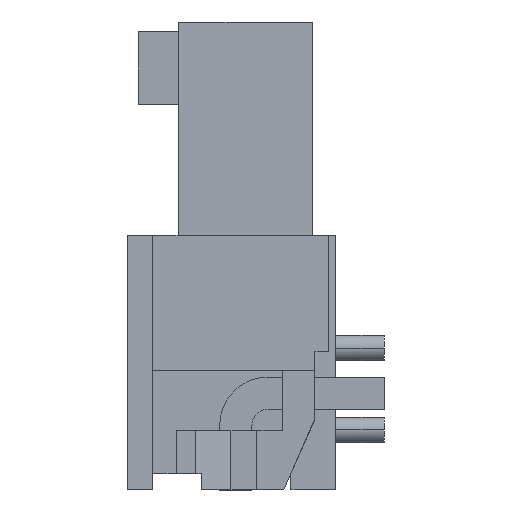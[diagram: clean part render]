
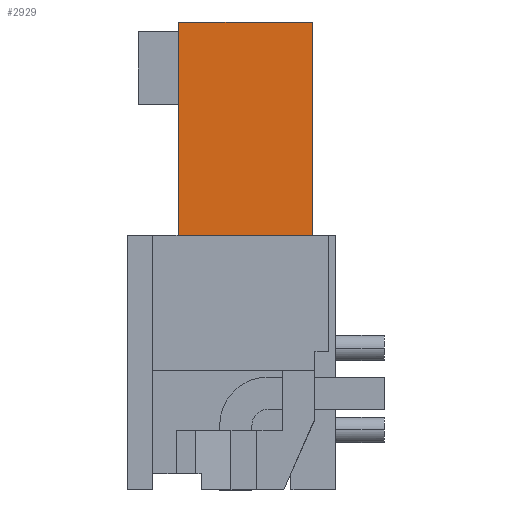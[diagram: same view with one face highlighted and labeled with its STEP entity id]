
A CAD part, left-side view. The second image highlights one B-rep face of the part: STEP entity #2929.
In plain terms, the highlighted planar face has unit normal (-1, 0, 0).
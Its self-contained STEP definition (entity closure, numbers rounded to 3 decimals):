
#1881=CARTESIAN_POINT('Vertex',(5.582,2.222,7.9)) ;
#1884=CARTESIAN_POINT('Line Origine',(5.582,4.296,7.9)) ;
#1888=CARTESIAN_POINT('Vertex',(5.582,6.37,7.9)) ;
#2891=CARTESIAN_POINT('Vertex',(5.582,2.222,14.5)) ;
#2894=CARTESIAN_POINT('Line Origine',(5.582,2.222,11.2)) ;
#2906=CARTESIAN_POINT('Axis2P3D Location',(5.582,2.222,7.9)) ;
#2911=CARTESIAN_POINT('Line Origine',(5.582,4.296,14.5)) ;
#2915=CARTESIAN_POINT('Vertex',(5.582,6.37,14.5)) ;
#2918=CARTESIAN_POINT('Line Origine',(5.582,6.37,11.2)) ;
#1885=DIRECTION('Vector Direction',(0.,1.,0.)) ;
#2895=DIRECTION('Vector Direction',(0.,0.,1.)) ;
#2907=DIRECTION('Axis2P3D Direction',(1.,0.,0.)) ;
#2908=DIRECTION('Axis2P3D XDirection',(0.,1.,0.)) ;
#2912=DIRECTION('Vector Direction',(0.,1.,0.)) ;
#2919=DIRECTION('Vector Direction',(0.,0.,1.)) ;
#2909=AXIS2_PLACEMENT_3D('Plane Axis2P3D',#2906,#2907,#2908) ;
#2924=ORIENTED_EDGE('',*,*,#2917,.T.) ;
#2925=ORIENTED_EDGE('',*,*,#2922,.F.) ;
#2926=ORIENTED_EDGE('',*,*,#1890,.T.) ;
#2927=ORIENTED_EDGE('',*,*,#2898,.T.) ;
#1886=VECTOR('Line Direction',#1885,1.) ;
#2896=VECTOR('Line Direction',#2895,1.) ;
#2913=VECTOR('Line Direction',#2912,1.) ;
#2920=VECTOR('Line Direction',#2919,1.) ;
#2929=ADVANCED_FACE('HOUSING',(#2928),#2910,.F.) ;
#1890=EDGE_CURVE('',#1889,#1882,#1887,.F.) ;
#2898=EDGE_CURVE('',#1882,#2892,#2897,.T.) ;
#2917=EDGE_CURVE('',#2892,#2916,#2914,.T.) ;
#2922=EDGE_CURVE('',#1889,#2916,#2921,.T.) ;
#2923=EDGE_LOOP('',(#2924,#2925,#2926,#2927)) ;
#2928=FACE_OUTER_BOUND('',#2923,.T.) ;
#1887=LINE('Line',#1884,#1886) ;
#2897=LINE('Line',#2894,#2896) ;
#2914=LINE('Line',#2911,#2913) ;
#2921=LINE('Line',#2918,#2920) ;
#2910=PLANE('',#2909) ;
#1882=VERTEX_POINT('',#1881) ;
#1889=VERTEX_POINT('',#1888) ;
#2892=VERTEX_POINT('',#2891) ;
#2916=VERTEX_POINT('',#2915) ;
